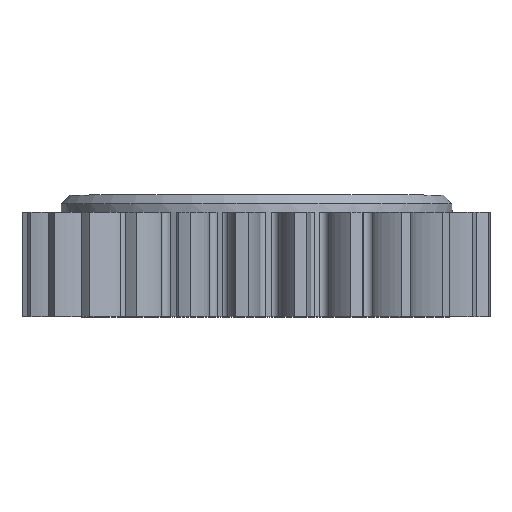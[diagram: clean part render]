
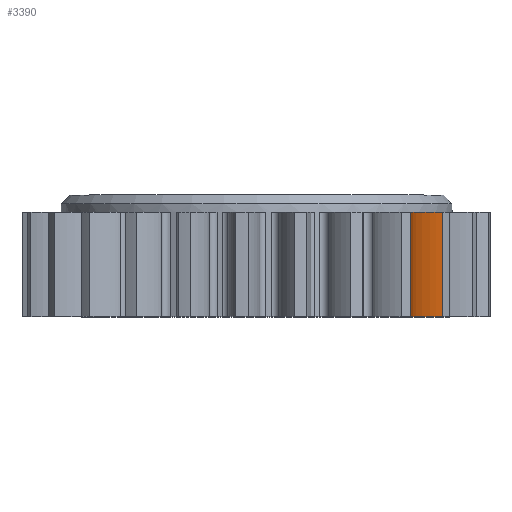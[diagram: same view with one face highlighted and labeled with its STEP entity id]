
A CAD part, top view. The second image highlights one B-rep face of the part: STEP entity #3390.
In plain terms, the highlighted free-form (B-spline) face has degree [3, 1] with [12, 2] control points.
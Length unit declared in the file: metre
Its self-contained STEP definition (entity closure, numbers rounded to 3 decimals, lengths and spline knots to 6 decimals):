
#35=B_SPLINE_SURFACE_WITH_KNOTS('',3,1,((#9088,#9089),(#9090,#9091),(#9092,
#9093),(#9094,#9095),(#9096,#9097),(#9098,#9099),(#9100,#9101),(#9102,#9103),
(#9104,#9105),(#9106,#9107),(#9108,#9109),(#9110,#9111)),
 .SURF_OF_LINEAR_EXTRUSION.,.F.,.F.,.F.,(4,1,1,1,1,1,1,1,1,4),(2,2),(0.053691,
0.08227,0.110849,0.168007,0.225165,
0.282323,0.396638,0.510954,0.739586,
0.968217),(0.,1.),.UNSPECIFIED.);
#98=LINE('',#6769,#312);
#153=LINE('',#9112,#367);
#312=VECTOR('',#4214,1.);
#367=VECTOR('',#4495,1.);
#618=B_SPLINE_CURVE_WITH_KNOTS('',3,(#6302,#6303,#6304,#6305,#6306,#6307,
#6308,#6309,#6310,#6311,#6312,#6313,#6314,#6315,#6316,#6317,#6318,#6319,
#6320,#6321,#6322,#6323,#6324,#6325,#6326,#6327,#6328,#6329,#6330,#6331,
#6332,#6333),.UNSPECIFIED.,.F.,.F.,(4,1,1,1,1,1,1,1,1,1,1,1,1,1,1,1,1,1,
1,1,1,1,1,1,1,1,1,1,1,4),(0.,0.090544,0.101309,0.115208,
0.131653,0.150299,0.170914,0.193325,
0.217397,0.243025,0.270118,0.298601,0.32841,
0.359488,0.391785,0.425257,0.459864,
0.49557,0.532342,0.570149,0.608966,0.648765,
0.689523,0.731218,0.77383,0.817339,
0.861727,0.906977,0.953073,0.968217),
 .UNSPECIFIED.);
#653=B_SPLINE_CURVE_WITH_KNOTS('',3,(#7711,#7712,#7713,#7714,#7715,#7716,
#7717,#7718,#7719,#7720,#7721,#7722,#7723,#7724,#7725,#7726,#7727,#7728,
#7729,#7730,#7731,#7732,#7733,#7734,#7735,#7736,#7737,#7738,#7739,#7740,
#7741,#7742),.UNSPECIFIED.,.F.,.F.,(4,1,1,1,1,1,1,1,1,1,1,1,1,1,1,1,1,1,
1,1,1,1,1,1,1,1,1,1,1,4),(0.,0.090544,0.101309,0.115208,
0.131653,0.150299,0.170914,0.193325,
0.217397,0.243025,0.270118,0.298601,0.32841,
0.359488,0.391785,0.425257,0.459864,
0.49557,0.532342,0.570149,0.608966,0.648765,
0.689523,0.731218,0.77383,0.817339,
0.861727,0.906977,0.953073,0.968217),
 .UNSPECIFIED.);
#1225=ORIENTED_EDGE('',*,*,#2034,.T.);
#1226=ORIENTED_EDGE('',*,*,#1945,.T.);
#1227=ORIENTED_EDGE('',*,*,#1869,.F.);
#1228=ORIENTED_EDGE('',*,*,#2135,.F.);
#1869=EDGE_CURVE('',#2403,#2404,#618,.T.);
#1945=EDGE_CURVE('',#2463,#2404,#98,.T.);
#2034=EDGE_CURVE('',#2533,#2463,#653,.T.);
#2135=EDGE_CURVE('',#2533,#2403,#153,.T.);
#2403=VERTEX_POINT('',#6301);
#2404=VERTEX_POINT('',#6334);
#2463=VERTEX_POINT('',#6767);
#2533=VERTEX_POINT('',#7743);
#2946=EDGE_LOOP('',(#1225,#1226,#1227,#1228));
#3144=FACE_BOUND('',#2946,.T.);
#3390=ADVANCED_FACE('',(#3144),#35,.T.);
#4214=DIRECTION('',(0.,1.,0.));
#4495=DIRECTION('',(0.,1.,0.));
#6301=CARTESIAN_POINT('',(0.008844,0.,0.057541));
#6302=CARTESIAN_POINT('',(0.00856,0.,0.057299));
#6303=CARTESIAN_POINT('',(0.008738,0.,0.057451));
#6304=CARTESIAN_POINT('',(0.008936,0.,0.05762));
#6305=CARTESIAN_POINT('',(0.008945,0.,0.057627));
#6306=CARTESIAN_POINT('',(0.008955,0.,0.057635));
#6307=CARTESIAN_POINT('',(0.008968,0.,0.057644));
#6308=CARTESIAN_POINT('',(0.008985,0.,0.057657));
#6309=CARTESIAN_POINT('',(0.009007,0.,0.057671));
#6310=CARTESIAN_POINT('',(0.009032,0.,0.057688));
#6311=CARTESIAN_POINT('',(0.009062,0.,0.057706));
#6312=CARTESIAN_POINT('',(0.009097,0.,0.057727));
#6313=CARTESIAN_POINT('',(0.009135,0.,0.057749));
#6314=CARTESIAN_POINT('',(0.009179,0.,0.057772));
#6315=CARTESIAN_POINT('',(0.009227,0.,0.057797));
#6316=CARTESIAN_POINT('',(0.00928,0.,0.057823));
#6317=CARTESIAN_POINT('',(0.009337,0.,0.05785));
#6318=CARTESIAN_POINT('',(0.009399,0.,0.057877));
#6319=CARTESIAN_POINT('',(0.009467,0.,0.057905));
#6320=CARTESIAN_POINT('',(0.009539,0.,0.057934));
#6321=CARTESIAN_POINT('',(0.009616,0.,0.057963));
#6322=CARTESIAN_POINT('',(0.009698,0.,0.057991));
#6323=CARTESIAN_POINT('',(0.009785,0.,0.05802));
#6324=CARTESIAN_POINT('',(0.009877,0.,0.058048));
#6325=CARTESIAN_POINT('',(0.009974,0.,0.058075));
#6326=CARTESIAN_POINT('',(0.010077,0.,0.058102));
#6327=CARTESIAN_POINT('',(0.010184,0.,0.058128));
#6328=CARTESIAN_POINT('',(0.010296,0.,0.058153));
#6329=CARTESIAN_POINT('',(0.010414,0.,0.058176));
#6330=CARTESIAN_POINT('',(0.010536,0.,0.058198));
#6331=CARTESIAN_POINT('',(0.010635,0.,0.058213));
#6332=CARTESIAN_POINT('',(0.010692,0.,0.058221));
#6333=CARTESIAN_POINT('',(0.010706,0.,0.058223));
#6334=CARTESIAN_POINT('',(0.010706,0.,0.058223));
#6767=CARTESIAN_POINT('',(0.010706,-0.006,0.058223));
#6769=CARTESIAN_POINT('',(0.010706,-0.006,0.058223));
#7711=CARTESIAN_POINT('',(0.00856,-0.006,0.057299));
#7712=CARTESIAN_POINT('',(0.008738,-0.006,0.057451));
#7713=CARTESIAN_POINT('',(0.008936,-0.006,0.05762));
#7714=CARTESIAN_POINT('',(0.008945,-0.006,0.057627));
#7715=CARTESIAN_POINT('',(0.008955,-0.006,0.057635));
#7716=CARTESIAN_POINT('',(0.008968,-0.006,0.057644));
#7717=CARTESIAN_POINT('',(0.008985,-0.006,0.057657));
#7718=CARTESIAN_POINT('',(0.009007,-0.006,0.057671));
#7719=CARTESIAN_POINT('',(0.009032,-0.006,0.057688));
#7720=CARTESIAN_POINT('',(0.009062,-0.006,0.057706));
#7721=CARTESIAN_POINT('',(0.009097,-0.006,0.057727));
#7722=CARTESIAN_POINT('',(0.009135,-0.006,0.057749));
#7723=CARTESIAN_POINT('',(0.009179,-0.006,0.057772));
#7724=CARTESIAN_POINT('',(0.009227,-0.006,0.057797));
#7725=CARTESIAN_POINT('',(0.00928,-0.006,0.057823));
#7726=CARTESIAN_POINT('',(0.009337,-0.006,0.05785));
#7727=CARTESIAN_POINT('',(0.009399,-0.006,0.057877));
#7728=CARTESIAN_POINT('',(0.009467,-0.006,0.057905));
#7729=CARTESIAN_POINT('',(0.009539,-0.006,0.057934));
#7730=CARTESIAN_POINT('',(0.009616,-0.006,0.057963));
#7731=CARTESIAN_POINT('',(0.009698,-0.006,0.057991));
#7732=CARTESIAN_POINT('',(0.009785,-0.006,0.05802));
#7733=CARTESIAN_POINT('',(0.009877,-0.006,0.058048));
#7734=CARTESIAN_POINT('',(0.009974,-0.006,0.058075));
#7735=CARTESIAN_POINT('',(0.010077,-0.006,0.058102));
#7736=CARTESIAN_POINT('',(0.010184,-0.006,0.058128));
#7737=CARTESIAN_POINT('',(0.010296,-0.006,0.058153));
#7738=CARTESIAN_POINT('',(0.010414,-0.006,0.058176));
#7739=CARTESIAN_POINT('',(0.010536,-0.006,0.058198));
#7740=CARTESIAN_POINT('',(0.010635,-0.006,0.058213));
#7741=CARTESIAN_POINT('',(0.010692,-0.006,0.058221));
#7742=CARTESIAN_POINT('',(0.010706,-0.006,0.058223));
#7743=CARTESIAN_POINT('',(0.008844,-0.006,0.057541));
#9088=CARTESIAN_POINT('',(0.008844,-0.006,0.057541));
#9089=CARTESIAN_POINT('',(0.008844,0.,0.057541));
#9090=CARTESIAN_POINT('',(0.008883,-0.006,0.057575));
#9091=CARTESIAN_POINT('',(0.008883,0.,0.057575));
#9092=CARTESIAN_POINT('',(0.008944,-0.006,0.057626));
#9093=CARTESIAN_POINT('',(0.008944,0.,0.057626));
#9094=CARTESIAN_POINT('',(0.00895,-0.006,0.057631));
#9095=CARTESIAN_POINT('',(0.00895,0.,0.057631));
#9096=CARTESIAN_POINT('',(0.009003,-0.006,0.05767));
#9097=CARTESIAN_POINT('',(0.009003,0.,0.05767));
#9098=CARTESIAN_POINT('',(0.00907,-0.006,0.057711));
#9099=CARTESIAN_POINT('',(0.00907,0.,0.057711));
#9100=CARTESIAN_POINT('',(0.009179,-0.006,0.057774));
#9101=CARTESIAN_POINT('',(0.009179,0.,0.057774));
#9102=CARTESIAN_POINT('',(0.00934,-0.006,0.057854));
#9103=CARTESIAN_POINT('',(0.00934,0.,0.057854));
#9104=CARTESIAN_POINT('',(0.009641,-0.006,0.057978));
#9105=CARTESIAN_POINT('',(0.009641,0.,0.057978));
#9106=CARTESIAN_POINT('',(0.010084,-0.006,0.058114));
#9107=CARTESIAN_POINT('',(0.010084,0.,0.058114));
#9108=CARTESIAN_POINT('',(0.010491,-0.006,0.058194));
#9109=CARTESIAN_POINT('',(0.010491,0.,0.058194));
#9110=CARTESIAN_POINT('',(0.010706,-0.006,0.058223));
#9111=CARTESIAN_POINT('',(0.010706,0.,0.058223));
#9112=CARTESIAN_POINT('',(0.008844,-0.006,0.057541));
